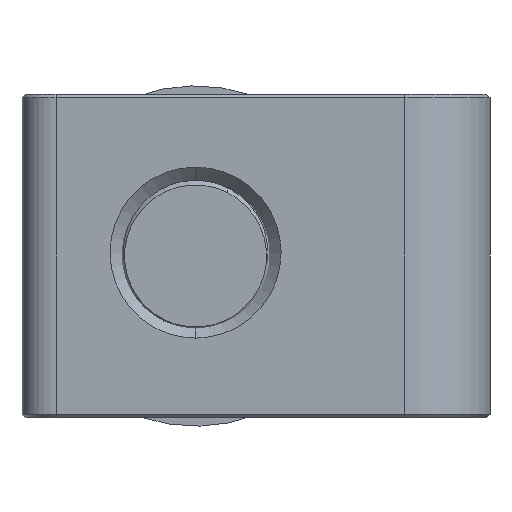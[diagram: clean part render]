
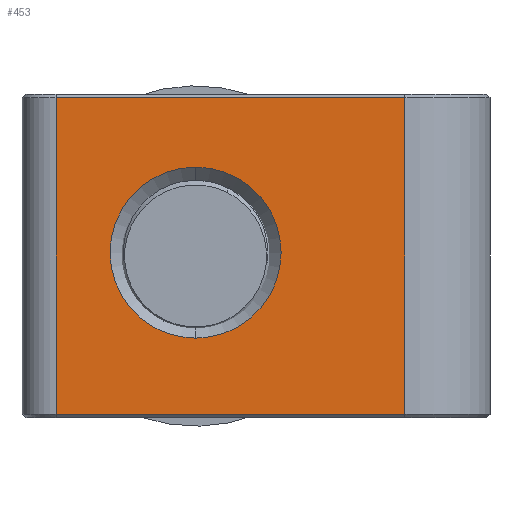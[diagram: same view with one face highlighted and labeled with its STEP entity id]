
A CAD part, front view. The second image highlights one B-rep face of the part: STEP entity #453.
In plain terms, the highlighted face is planar.
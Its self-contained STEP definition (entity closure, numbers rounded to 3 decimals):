
#22 = LINE ( 'NONE', #3840, #2568 ) ;
#177 = CARTESIAN_POINT ( 'NONE',  ( 0., 23.5, 19. ) ) ;
#185 = AXIS2_PLACEMENT_3D ( 'NONE', #514, #523, #1215 ) ;
#357 = EDGE_LOOP ( 'NONE', ( #2388, #2335 ) ) ;
#453 = ADVANCED_FACE ( 'NONE', ( #853, #736 ), #1701, .F. ) ;
#512 = CARTESIAN_POINT ( 'NONE',  ( 22.5, 23.5, 0.2 ) ) ;
#514 = CARTESIAN_POINT ( 'NONE',  ( 10.2, 23.5, 9.3 ) ) ;
#523 = DIRECTION ( 'NONE',  ( 0., 1., 0. ) ) ;
#736 = FACE_OUTER_BOUND ( 'NONE', #2100, .T. ) ;
#853 = FACE_BOUND ( 'NONE', #357, .T. ) ;
#872 = VERTEX_POINT ( 'NONE', #512 ) ;
#952 = ORIENTED_EDGE ( 'NONE', *, *, #3199, .T. ) ;
#1163 = EDGE_CURVE ( 'NONE', #1328, #3544, #3915, .T. ) ;
#1215 = DIRECTION ( 'NONE',  ( 0., 0., 1. ) ) ;
#1257 = ORIENTED_EDGE ( 'NONE', *, *, #3214, .T. ) ;
#1291 = CARTESIAN_POINT ( 'NONE',  ( 10.2, 23.5, 4.275 ) ) ;
#1328 = VERTEX_POINT ( 'NONE', #1291 ) ;
#1374 = ORIENTED_EDGE ( 'NONE', *, *, #3221, .T. ) ;
#1544 = LINE ( 'NONE', #3778, #2191 ) ;
#1661 = AXIS2_PLACEMENT_3D ( 'NONE', #2829, #1883, #2203 ) ;
#1701 = PLANE ( 'NONE',  #2192 ) ;
#1857 = VERTEX_POINT ( 'NONE', #2444 ) ;
#1883 = DIRECTION ( 'NONE',  ( 0., 1., 0. ) ) ;
#1895 = CARTESIAN_POINT ( 'NONE',  ( 2., 23.5, 18.8 ) ) ;
#2044 = DIRECTION ( 'NONE',  ( 0., -1., 0. ) ) ;
#2100 = EDGE_LOOP ( 'NONE', ( #952, #1257, #1374, #2374 ) ) ;
#2191 = VECTOR ( 'NONE', #3764, 1000. ) ;
#2192 = AXIS2_PLACEMENT_3D ( 'NONE', #177, #2044, #2422 ) ;
#2203 = DIRECTION ( 'NONE',  ( 0., 0., 1. ) ) ;
#2335 = ORIENTED_EDGE ( 'NONE', *, *, #1163, .F. ) ;
#2374 = ORIENTED_EDGE ( 'NONE', *, *, #3228, .T. ) ;
#2388 = ORIENTED_EDGE ( 'NONE', *, *, #3194, .F. ) ;
#2422 = DIRECTION ( 'NONE',  ( 1., 0., 0. ) ) ;
#2444 = CARTESIAN_POINT ( 'NONE',  ( 22.5, 23.5, 18.8 ) ) ;
#2460 = VECTOR ( 'NONE', #3784, 1000. ) ;
#2466 = VERTEX_POINT ( 'NONE', #1895 ) ;
#2568 = VECTOR ( 'NONE', #3793, 1000. ) ;
#2824 = CARTESIAN_POINT ( 'NONE',  ( 2., 23.5, 0.2 ) ) ;
#2829 = CARTESIAN_POINT ( 'NONE',  ( 10.2, 23.5, 9.3 ) ) ;
#2981 = CARTESIAN_POINT ( 'NONE',  ( 10.2, 23.5, 14.325 ) ) ;
#3194 = EDGE_CURVE ( 'NONE', #3544, #1328, #3733, .T. ) ;
#3199 = EDGE_CURVE ( 'NONE', #1857, #872, #22, .T. ) ;
#3214 = EDGE_CURVE ( 'NONE', #872, #3578, #3969, .T. ) ;
#3221 = EDGE_CURVE ( 'NONE', #3578, #2466, #3472, .T. ) ;
#3228 = EDGE_CURVE ( 'NONE', #2466, #1857, #1544, .T. ) ;
#3412 = VECTOR ( 'NONE', #3782, 1000. ) ;
#3472 = LINE ( 'NONE', #3816, #2460 ) ;
#3544 = VERTEX_POINT ( 'NONE', #2981 ) ;
#3578 = VERTEX_POINT ( 'NONE', #2824 ) ;
#3733 = CIRCLE ( 'NONE', #185, 5.025 ) ;
#3764 = DIRECTION ( 'NONE',  ( 1., 0., 0. ) ) ;
#3778 = CARTESIAN_POINT ( 'NONE',  ( 0., 23.5, 18.8 ) ) ;
#3782 = DIRECTION ( 'NONE',  ( -1., 0., 0. ) ) ;
#3784 = DIRECTION ( 'NONE',  ( 0., 0., 1. ) ) ;
#3793 = DIRECTION ( 'NONE',  ( 0., 0., -1. ) ) ;
#3796 = CARTESIAN_POINT ( 'NONE',  ( 2., 23.5, 0.2 ) ) ;
#3816 = CARTESIAN_POINT ( 'NONE',  ( 2., 23.5, 19. ) ) ;
#3840 = CARTESIAN_POINT ( 'NONE',  ( 22.5, 23.5, 19. ) ) ;
#3915 = CIRCLE ( 'NONE', #1661, 5.025 ) ;
#3969 = LINE ( 'NONE', #3796, #3412 ) ;
